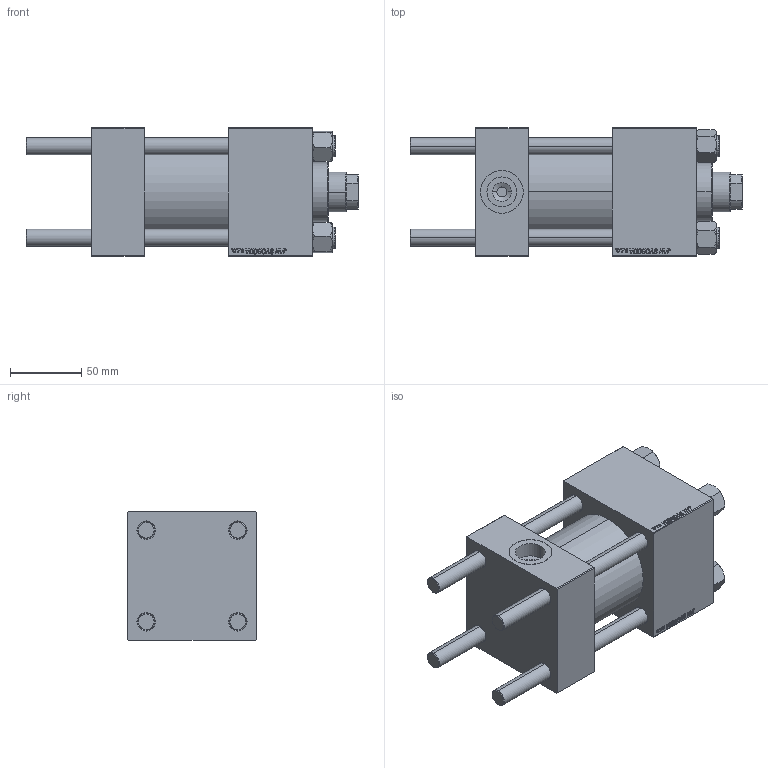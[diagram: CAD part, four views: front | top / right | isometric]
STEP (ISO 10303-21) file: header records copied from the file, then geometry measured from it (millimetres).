
FILE_DESCRIPTION (( 'STEP AP203' ), '1' );
FILE_NAME ('101e.STEP', '2022-04-16T15:06:19', ( '' ), ( '' ), 'SwSTEP 2.0', 'SolidWorks 2019', '' );
FILE_SCHEMA (( 'CONFIG_CONTROL_DESIGN' ));
Length unit declared in the file: millimetre
Products named in the file (6): V215_VC_A 7cff0162aa70346dd8ac21dd61e89f3f; 101e; V215CR_VCP 7cff0162aa70346dd8ac21dd61e89f3f; NUT_M5 7cff0162aa70346dd8ac21dd61e89f3f; V215CR_BODY_A 7cff0162aa70346dd8ac21dd61e89f3f; CR025_012_A_0_G_A_G_M_020_+#_##_TYCINKA 7cff0162aa70346dd8ac21dd61e89f3f
Assembly tree (11 placements, depth 2):
  101e
    V215CR_BODY_A 7cff0162aa70346dd8ac21dd61e89f3f
    CR025_012_A_0_G_A_G_M_020_+#_##_TYCINKA 7cff0162aa70346dd8ac21dd61e89f3f  x4
    NUT_M5 7cff0162aa70346dd8ac21dd61e89f3f  x4
    V215CR_VCP 7cff0162aa70346dd8ac21dd61e89f3f
    V215_VC_A 7cff0162aa70346dd8ac21dd61e89f3f
Bounding box: 233 x 90 x 90 mm (x, y, z)
Volume: 979803.7 mm3; surface area: 194928.9 mm2
Topology: 11 solids, 11 shells, 1139 faces, 2862 edges, 1857 vertices
Faces by surface type: plane 521, bspline 392, cone 136, cylinder 82, torus 8
Entity records: 50035 total; most frequent: CARTESIAN_POINT 27076, ORIENTED_EDGE 5216, DIRECTION 3266, EDGE_CURVE 2608, VERTEX_POINT 1713, LINE 1586, VECTOR 1586, EDGE_LOOP 1149
